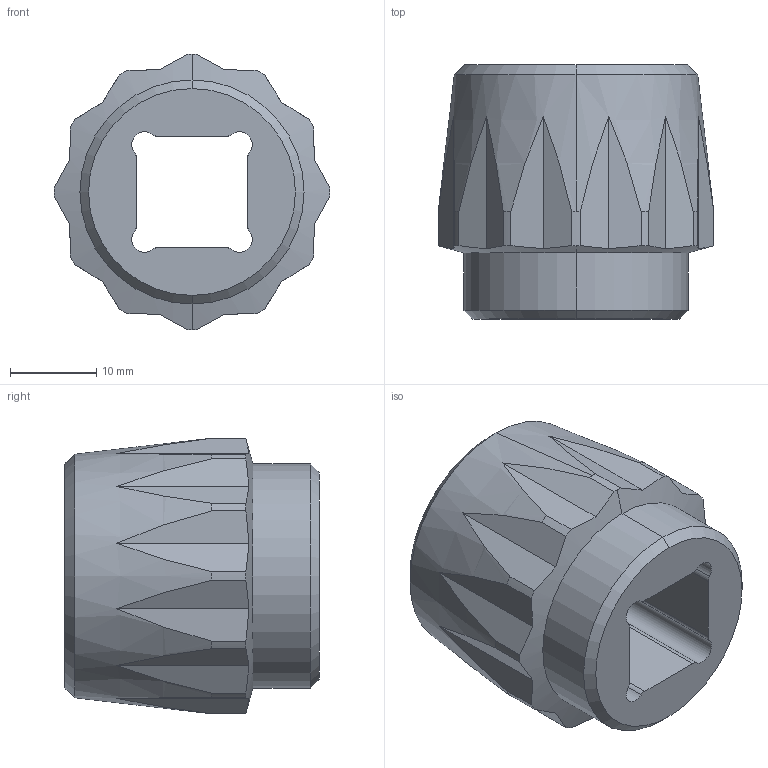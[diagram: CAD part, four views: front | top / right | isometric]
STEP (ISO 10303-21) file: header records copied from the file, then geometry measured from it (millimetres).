
FILE_DESCRIPTION (( 'STEP AP203' ), '1' );
FILE_NAME ('douille fourche 600 bandit S.STEP', '2020-11-10T17:45:31', ( '' ), ( '' ), 'SwSTEP 2.0', 'SolidWorks 2018', '' );
FILE_SCHEMA (( 'CONFIG_CONTROL_DESIGN' ));
Length unit declared in the file: millimetre
Products named in the file (1): douille fourche 600 bandit S
Bounding box: 31.98 x 29.5 x 31.98 mm (x, y, z)
Volume: 13944.7 mm3; surface area: 5181.4 mm2
Topology: 1 solids, 1 shells, 78 faces, 220 edges, 144 vertices
Faces by surface type: plane 34, cylinder 29, cone 8, torus 7
Entity records: 3082 total; most frequent: CARTESIAN_POINT 1099, ORIENTED_EDGE 440, DIRECTION 349, EDGE_CURVE 220, VERTEX_POINT 144, AXIS2_PLACEMENT_3D 136, B_SPLINE_CURVE_WITH_KNOTS 86, EDGE_LOOP 80
